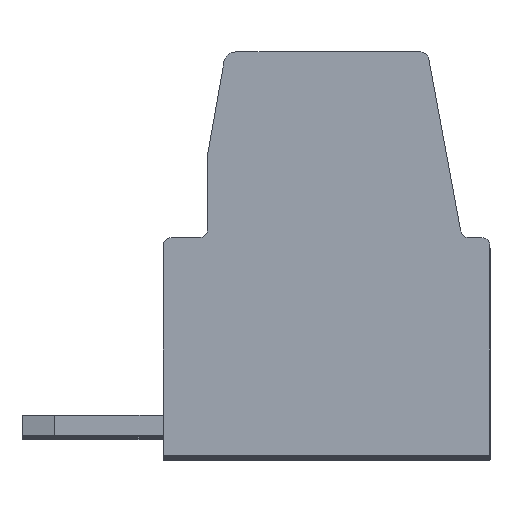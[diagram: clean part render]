
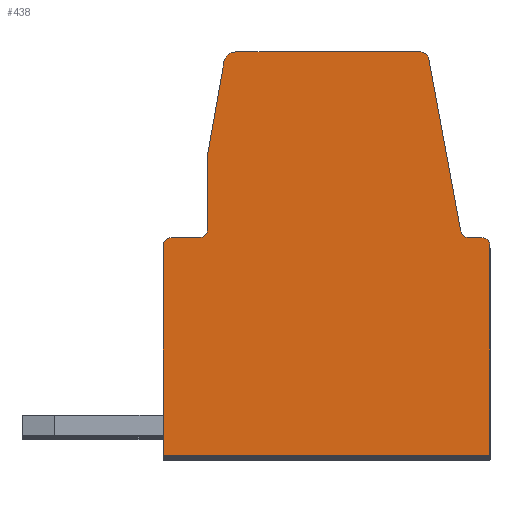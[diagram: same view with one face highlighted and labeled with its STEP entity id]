
A CAD part, top view. The second image highlights one B-rep face of the part: STEP entity #438.
In plain terms, the highlighted planar face has unit normal (0, 0, 1).
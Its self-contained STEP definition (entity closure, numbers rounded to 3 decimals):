
#438 = ADVANCED_FACE( '', ( #928 ), #929, .F. );
#928 = FACE_OUTER_BOUND( '', #1502, .T. );
#929 = PLANE( '', #1503 );
#1502 = EDGE_LOOP( '', ( #2512, #2513, #2514, #2515, #2516, #2517, #2518, #2519, #2520, #2521, #2522, #2523, #2524, #2525, #2526 ) );
#1503 = AXIS2_PLACEMENT_3D( '', #2527, #2528, #2529 );
#2512 = ORIENTED_EDGE( '', *, *, #4017, .T. );
#2513 = ORIENTED_EDGE( '', *, *, #4018, .T. );
#2514 = ORIENTED_EDGE( '', *, *, #4019, .F. );
#2515 = ORIENTED_EDGE( '', *, *, #4020, .T. );
#2516 = ORIENTED_EDGE( '', *, *, #4021, .T. );
#2517 = ORIENTED_EDGE( '', *, *, #4022, .T. );
#2518 = ORIENTED_EDGE( '', *, *, #4023, .T. );
#2519 = ORIENTED_EDGE( '', *, *, #3893, .T. );
#2520 = ORIENTED_EDGE( '', *, *, #3901, .F. );
#2521 = ORIENTED_EDGE( '', *, *, #4024, .T. );
#2522 = ORIENTED_EDGE( '', *, *, #3965, .F. );
#2523 = ORIENTED_EDGE( '', *, *, #4025, .T. );
#2524 = ORIENTED_EDGE( '', *, *, #4015, .T. );
#2525 = ORIENTED_EDGE( '', *, *, #4026, .T. );
#2526 = ORIENTED_EDGE( '', *, *, #4027, .F. );
#2527 = CARTESIAN_POINT( '', ( 1.014, -4.4, 0. ) );
#2528 = DIRECTION( '', ( 0., 0., -1. ) );
#2529 = DIRECTION( '', ( 0., 1., 0. ) );
#3893 = EDGE_CURVE( '', #4790, #4788, #4791, .T. );
#3901 = EDGE_CURVE( '', #4799, #4788, #4801, .T. );
#3965 = EDGE_CURVE( '', #4896, #4898, #4899, .T. );
#4015 = EDGE_CURVE( '', #4966, #4968, #4970, .T. );
#4017 = EDGE_CURVE( '', #4972, #4973, #4974, .T. );
#4018 = EDGE_CURVE( '', #4973, #4975, #4976, .T. );
#4019 = EDGE_CURVE( '', #4977, #4975, #4978, .T. );
#4020 = EDGE_CURVE( '', #4977, #4979, #4980, .T. );
#4021 = EDGE_CURVE( '', #4979, #4981, #4982, .T. );
#4022 = EDGE_CURVE( '', #4981, #4983, #4984, .T. );
#4023 = EDGE_CURVE( '', #4983, #4790, #4985, .T. );
#4024 = EDGE_CURVE( '', #4799, #4898, #4986, .T. );
#4025 = EDGE_CURVE( '', #4896, #4966, #4987, .T. );
#4026 = EDGE_CURVE( '', #4968, #4988, #4989, .T. );
#4027 = EDGE_CURVE( '', #4972, #4988, #4990, .T. );
#4788 = VERTEX_POINT( '', #6013 );
#4790 = VERTEX_POINT( '', #6016 );
#4791 = LINE( '', #6017, #6018 );
#4799 = VERTEX_POINT( '', #6030 );
#4801 = CIRCLE( '', #6033, 0.2 );
#4896 = VERTEX_POINT( '', #6176 );
#4898 = VERTEX_POINT( '', #6179 );
#4899 = CIRCLE( '', #6180, 0.2 );
#4966 = VERTEX_POINT( '', #6282 );
#4968 = VERTEX_POINT( '', #6285 );
#4970 = CIRCLE( '', #6288, 0.2 );
#4972 = VERTEX_POINT( '', #6290 );
#4973 = VERTEX_POINT( '', #6291 );
#4974 = LINE( '', #6292, #6293 );
#4975 = VERTEX_POINT( '', #6294 );
#4976 = LINE( '', #6295, #6296 );
#4977 = VERTEX_POINT( '', #6297 );
#4978 = CIRCLE( '', #6298, 0.2 );
#4979 = VERTEX_POINT( '', #6299 );
#4980 = LINE( '', #6300, #6301 );
#4981 = VERTEX_POINT( '', #6302 );
#4982 = CIRCLE( '', #6303, 0.2 );
#4983 = VERTEX_POINT( '', #6304 );
#4984 = LINE( '', #6305, #6306 );
#4985 = LINE( '', #6307, #6308 );
#4986 = LINE( '', #6309, #6310 );
#4987 = LINE( '', #6311, #6312 );
#4988 = VERTEX_POINT( '', #6313 );
#4989 = LINE( '', #6314, #6315 );
#4990 = CIRCLE( '', #6316, 0.3 );
#6013 = CARTESIAN_POINT( '', ( 0.204, 5.2, 0. ) );
#6016 = CARTESIAN_POINT( '', ( 0.204, 0., 0. ) );
#6017 = CARTESIAN_POINT( '', ( 0.204, -18.438, 0. ) );
#6018 = VECTOR( '', #7134, 1000. );
#6030 = CARTESIAN_POINT( '', ( 0.004, 5.4, 0. ) );
#6033 = AXIS2_PLACEMENT_3D( '', #7140, #7141, #7142 );
#6176 = CARTESIAN_POINT( '', ( -0.524, 5.564, 0. ) );
#6179 = CARTESIAN_POINT( '', ( -0.327, 5.4, 0. ) );
#6180 = AXIS2_PLACEMENT_3D( '', #7207, #7208, #7209 );
#6282 = CARTESIAN_POINT( '', ( -1.316, 9.836, 0. ) );
#6285 = CARTESIAN_POINT( '', ( -1.512, 10., 0. ) );
#6288 = AXIS2_PLACEMENT_3D( '', #7247, #7248, #7249 );
#6290 = CARTESIAN_POINT( '', ( -6.39, 9.752, 0. ) );
#6291 = CARTESIAN_POINT( '', ( -6.796, 7.448, 0. ) );
#6292 = CARTESIAN_POINT( '', ( -11.36, -18.438, 0. ) );
#6293 = VECTOR( '', #7250, 1000. );
#6294 = CARTESIAN_POINT( '', ( -6.796, 5.6, 0. ) );
#6295 = CARTESIAN_POINT( '', ( -6.796, -18.438, 0. ) );
#6296 = VECTOR( '', #7251, 1000. );
#6297 = CARTESIAN_POINT( '', ( -6.996, 5.4, 0. ) );
#6298 = AXIS2_PLACEMENT_3D( '', #7252, #7253, #7254 );
#6299 = CARTESIAN_POINT( '', ( -7.696, 5.4, 0. ) );
#6300 = CARTESIAN_POINT( '', ( -16.21, 5.4, 0. ) );
#6301 = VECTOR( '', #7255, 1000. );
#6302 = CARTESIAN_POINT( '', ( -7.896, 5.2, 0. ) );
#6303 = AXIS2_PLACEMENT_3D( '', #7256, #7257, #7258 );
#6304 = CARTESIAN_POINT( '', ( -7.896, 0., 0. ) );
#6305 = CARTESIAN_POINT( '', ( -7.896, -18.438, 0. ) );
#6306 = VECTOR( '', #7259, 1000. );
#6307 = CARTESIAN_POINT( '', ( -16.21, 0., 0. ) );
#6308 = VECTOR( '', #7260, 1000. );
#6309 = CARTESIAN_POINT( '', ( -16.21, 5.4, 0. ) );
#6310 = VECTOR( '', #7261, 1000. );
#6311 = CARTESIAN_POINT( '', ( 3.925, -18.438, 0. ) );
#6312 = VECTOR( '', #7262, 1000. );
#6313 = CARTESIAN_POINT( '', ( -6.094, 10., 0. ) );
#6314 = CARTESIAN_POINT( '', ( -16.21, 10., 0. ) );
#6315 = VECTOR( '', #7263, 1000. );
#6316 = AXIS2_PLACEMENT_3D( '', #7264, #7265, #7266 );
#7134 = DIRECTION( '', ( 0., 1., 0. ) );
#7140 = CARTESIAN_POINT( '', ( 0.004, 5.2, 0. ) );
#7141 = DIRECTION( '', ( 0., 0., -1. ) );
#7142 = DIRECTION( '', ( -1., 0., 0. ) );
#7207 = CARTESIAN_POINT( '', ( -0.327, 5.6, 0. ) );
#7208 = DIRECTION( '', ( 0., 0., 1. ) );
#7209 = DIRECTION( '', ( 1., 0., 0. ) );
#7247 = CARTESIAN_POINT( '', ( -1.512, 9.8, 0. ) );
#7248 = DIRECTION( '', ( 0., 0., 1. ) );
#7249 = DIRECTION( '', ( 1., 0., 0. ) );
#7250 = DIRECTION( '', ( -0.174, -0.985, 0. ) );
#7251 = DIRECTION( '', ( 0., -1., 0. ) );
#7252 = CARTESIAN_POINT( '', ( -6.996, 5.6, 0. ) );
#7253 = DIRECTION( '', ( 0., 0., 1. ) );
#7254 = DIRECTION( '', ( 1., 0., 0. ) );
#7255 = DIRECTION( '', ( -1., 0., 0. ) );
#7256 = CARTESIAN_POINT( '', ( -7.696, 5.2, 0. ) );
#7257 = DIRECTION( '', ( 0., 0., 1. ) );
#7258 = DIRECTION( '', ( 1., 0., 0. ) );
#7259 = DIRECTION( '', ( 0., -1., 0. ) );
#7260 = DIRECTION( '', ( 1., 0., 0. ) );
#7261 = DIRECTION( '', ( -1., 0., 0. ) );
#7262 = DIRECTION( '', ( -0.182, 0.983, 0. ) );
#7263 = DIRECTION( '', ( -1., 0., 0. ) );
#7264 = CARTESIAN_POINT( '', ( -6.094, 9.7, 0. ) );
#7265 = DIRECTION( '', ( 0., 0., -1. ) );
#7266 = DIRECTION( '', ( -1., 0., 0. ) );
